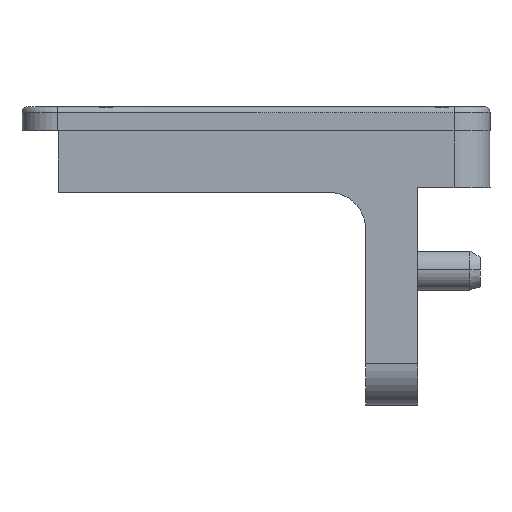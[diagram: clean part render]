
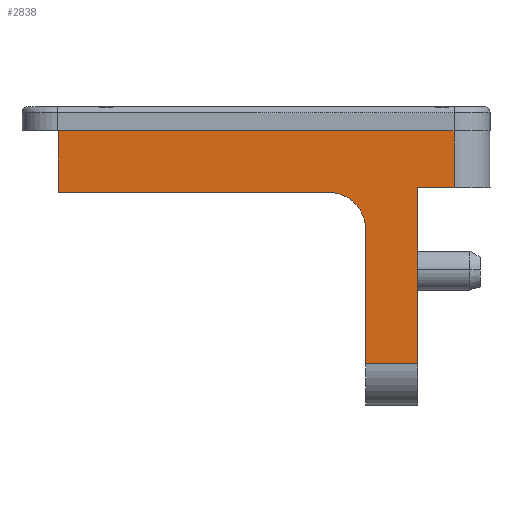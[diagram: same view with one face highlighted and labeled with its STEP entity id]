
A CAD part, left-side view. The second image highlights one B-rep face of the part: STEP entity #2838.
In plain terms, the highlighted planar face has unit normal (-1, 0, 0).
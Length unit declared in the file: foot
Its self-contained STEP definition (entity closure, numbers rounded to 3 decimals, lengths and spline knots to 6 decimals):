
#408 = ORIENTED_EDGE ( 'NONE', *, *, #5111, .F. ) ;
#606 = VERTEX_POINT ( 'NONE', #7101 ) ;
#663 = DIRECTION ( 'NONE',  ( 0., 1., 0. ) ) ;
#702 = CARTESIAN_POINT ( 'NONE',  ( -0.0425, -0.025, 0. ) ) ;
#713 = DIRECTION ( 'NONE',  ( 0., 0., -1. ) ) ;
#722 = CARTESIAN_POINT ( 'NONE',  ( -0.0425, -0.025, 0. ) ) ;
#915 = AXIS2_PLACEMENT_3D ( 'NONE', #722, #6328, #6372 ) ;
#1136 = CARTESIAN_POINT ( 'NONE',  ( -0.0425, -0.025, 0. ) ) ;
#1231 = LINE ( 'NONE', #8304, #3860 ) ;
#1436 = LINE ( 'NONE', #9105, #6688 ) ;
#1452 = CARTESIAN_POINT ( 'NONE',  ( -0.0425, -0.02, -0.007907 ) ) ;
#1523 = EDGE_CURVE ( 'NONE', #606, #3589, #4184, .T. ) ;
#1546 = VERTEX_POINT ( 'NONE', #1452 ) ;
#1743 = ORIENTED_EDGE ( 'NONE', *, *, #5205, .T. ) ;
#1785 = ORIENTED_EDGE ( 'NONE', *, *, #5835, .T. ) ;
#1788 = DIRECTION ( 'NONE',  ( 0., 0., -1. ) ) ;
#1970 = AXIS2_PLACEMENT_3D ( 'NONE', #9107, #4260, #2044 ) ;
#2028 = VERTEX_POINT ( 'NONE', #5309 ) ;
#2044 = DIRECTION ( 'NONE',  ( 0., 0., 1. ) ) ;
#2512 = VERTEX_POINT ( 'NONE', #2612 ) ;
#2514 = EDGE_CURVE ( 'NONE', #1546, #2512, #8942, .T. ) ;
#2612 = CARTESIAN_POINT ( 'NONE',  ( -0.0425, -0.025, -0.007907 ) ) ;
#2664 = LINE ( 'NONE', #7645, #8540 ) ;
#2808 = CARTESIAN_POINT ( 'NONE',  ( -0.0425, 0.03, 0. ) ) ;
#2838 = ADVANCED_FACE ( 'NONE', ( #8999 ), #3558, .T. ) ;
#3558 = PLANE ( 'NONE',  #915 ) ;
#3589 = VERTEX_POINT ( 'NONE', #7015 ) ;
#3860 = VECTOR ( 'NONE', #4660, 3.28084 ) ;
#4026 = EDGE_CURVE ( 'NONE', #2028, #1546, #2664, .T. ) ;
#4095 = ORIENTED_EDGE ( 'NONE', *, *, #6298, .T. ) ;
#4184 = LINE ( 'NONE', #8483, #5061 ) ;
#4214 = DIRECTION ( 'NONE',  ( 0., -1., 0. ) ) ;
#4260 = DIRECTION ( 'NONE',  ( 1., 0., 0. ) ) ;
#4660 = DIRECTION ( 'NONE',  ( 0., 0., 1. ) ) ;
#4697 = DIRECTION ( 'NONE',  ( 0., -1., 0. ) ) ;
#5061 = VECTOR ( 'NONE', #663, 3.28084 ) ;
#5071 = VECTOR ( 'NONE', #6395, 3.28084 ) ;
#5098 = ORIENTED_EDGE ( 'NONE', *, *, #9079, .F. ) ;
#5111 = EDGE_CURVE ( 'NONE', #6955, #8557, #1231, .T. ) ;
#5205 = EDGE_CURVE ( 'NONE', #7355, #3589, #5583, .T. ) ;
#5252 = VECTOR ( 'NONE', #1788, 3.28084 ) ;
#5309 = CARTESIAN_POINT ( 'NONE',  ( -0.0425, -0.02, -0.032373 ) ) ;
#5583 = LINE ( 'NONE', #2808, #8112 ) ;
#5835 = EDGE_CURVE ( 'NONE', #6867, #7355, #8571, .T. ) ;
#5861 = EDGE_LOOP ( 'NONE', ( #408, #4095, #8377, #6201, #5098, #1785, #1743, #6929, #6350 ) ) ;
#6000 = LINE ( 'NONE', #8217, #5252 ) ;
#6114 = CARTESIAN_POINT ( 'NONE',  ( -0.0425, 0.03, 0. ) ) ;
#6201 = ORIENTED_EDGE ( 'NONE', *, *, #2514, .T. ) ;
#6260 = CIRCLE ( 'NONE', #1970, 0.005208 ) ;
#6298 = EDGE_CURVE ( 'NONE', #6955, #2028, #1436, .T. ) ;
#6320 = DIRECTION ( 'NONE',  ( 0., 0., 1. ) ) ;
#6328 = DIRECTION ( 'NONE',  ( -1., 0., 0. ) ) ;
#6350 = ORIENTED_EDGE ( 'NONE', *, *, #7597, .T. ) ;
#6372 = DIRECTION ( 'NONE',  ( 0., 0., 1. ) ) ;
#6395 = DIRECTION ( 'NONE',  ( 0., 1., 0. ) ) ;
#6688 = VECTOR ( 'NONE', #4214, 3.28084 ) ;
#6836 = VECTOR ( 'NONE', #4697, 3.28084 ) ;
#6867 = VERTEX_POINT ( 'NONE', #1136 ) ;
#6929 = ORIENTED_EDGE ( 'NONE', *, *, #1523, .F. ) ;
#6955 = VERTEX_POINT ( 'NONE', #8162 ) ;
#7015 = CARTESIAN_POINT ( 'NONE',  ( -0.0425, 0.03, -0.00853 ) ) ;
#7101 = CARTESIAN_POINT ( 'NONE',  ( -0.0425, -0.007542, -0.00853 ) ) ;
#7355 = VERTEX_POINT ( 'NONE', #6114 ) ;
#7597 = EDGE_CURVE ( 'NONE', #606, #8557, #6260, .T. ) ;
#7645 = CARTESIAN_POINT ( 'NONE',  ( -0.0425, -0.02, 0. ) ) ;
#8004 = CARTESIAN_POINT ( 'NONE',  ( -0.0425, -0.01275, -0.013739 ) ) ;
#8112 = VECTOR ( 'NONE', #713, 3.28084 ) ;
#8162 = CARTESIAN_POINT ( 'NONE',  ( -0.0425, -0.01275, -0.032373 ) ) ;
#8217 = CARTESIAN_POINT ( 'NONE',  ( -0.0425, -0.025, 0. ) ) ;
#8304 = CARTESIAN_POINT ( 'NONE',  ( -0.0425, -0.01275, 0. ) ) ;
#8377 = ORIENTED_EDGE ( 'NONE', *, *, #4026, .T. ) ;
#8483 = CARTESIAN_POINT ( 'NONE',  ( -0.0425, -0.025, -0.00853 ) ) ;
#8540 = VECTOR ( 'NONE', #6320, 3.28084 ) ;
#8557 = VERTEX_POINT ( 'NONE', #8004 ) ;
#8571 = LINE ( 'NONE', #702, #5071 ) ;
#8805 = CARTESIAN_POINT ( 'NONE',  ( -0.0425, -0.025, -0.007907 ) ) ;
#8942 = LINE ( 'NONE', #8805, #6836 ) ;
#8999 = FACE_OUTER_BOUND ( 'NONE', #5861, .T. ) ;
#9079 = EDGE_CURVE ( 'NONE', #6867, #2512, #6000, .T. ) ;
#9105 = CARTESIAN_POINT ( 'NONE',  ( -0.0425, -0.025, -0.032373 ) ) ;
#9107 = CARTESIAN_POINT ( 'NONE',  ( -0.0425, -0.007542, -0.013739 ) ) ;
